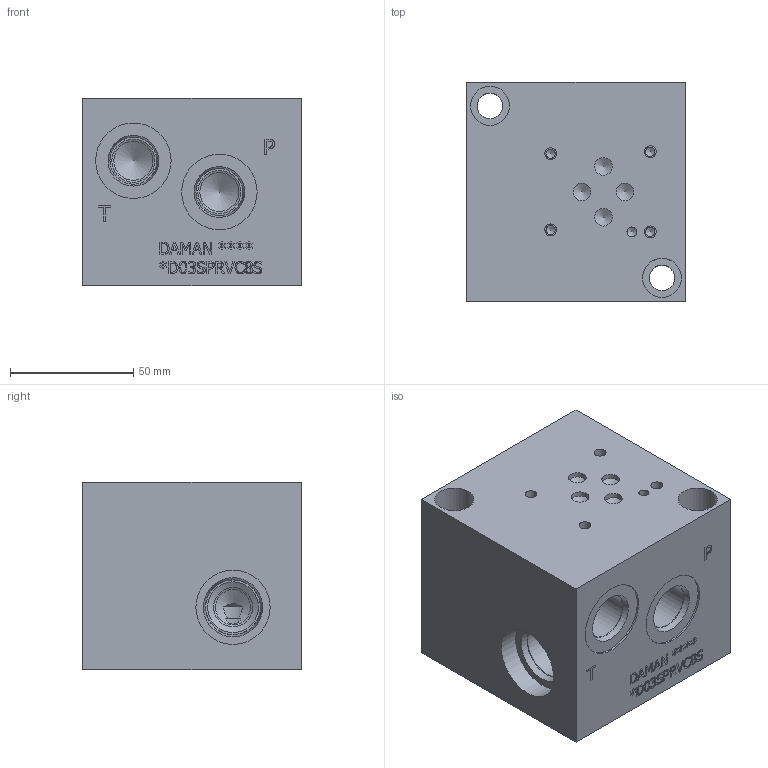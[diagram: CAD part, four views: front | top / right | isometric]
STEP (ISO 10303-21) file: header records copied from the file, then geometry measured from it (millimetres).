
FILE_DESCRIPTION(/* description */ (''),/* implementation_level */ '2;1');
FILE_NAME(/* name */ '_D03SPRVC8S.stp',/* time_stamp */ '2021-12-10T11:26:02-05:00',/* author */ ('bobbyh'),/* organization */ (''),/* preprocessor_version */ 'ST-DEVELOPER v18',/* originating_system */ 'Autodesk Inventor 2020',/* authorisation */ '');
FILE_SCHEMA (('AUTOMOTIVE_DESIGN { 1 0 10303 214 3 1 1 }'));
Length unit declared in the file: millimetre
Products named in the file (1): Part__D03SPRVC8S_3D
Bounding box: 88.9 x 88.9 x 76.2 mm (x, y, z)
Volume: 522320.1 mm3; surface area: 60937.8 mm2
Topology: 1 solids, 1 shells, 564 faces, 1543 edges, 1040 vertices
Faces by surface type: plane 314, bspline 159, cylinder 53, cone 38
Full cylindrical faces by diameter (mm): 3.785 x4, 3.962 x1, 4.826 x4, 7.137 x4, 10.312 x2, 14.3 x1, 15.875 x7, 15.9 x1, 17.501 x6, 19.05 x6, 19.253 x6, 20.62 x1, 22.23 x1, 22.54 x1, 30.16 x1, 30.632 x6
Entity records: 19138 total; most frequent: CARTESIAN_POINT 5269, ORIENTED_EDGE 3056, DIRECTION 2212, EDGE_CURVE 1528, VERTEX_POINT 1040, LINE 1004, VECTOR 1004, EDGE_LOOP 644
